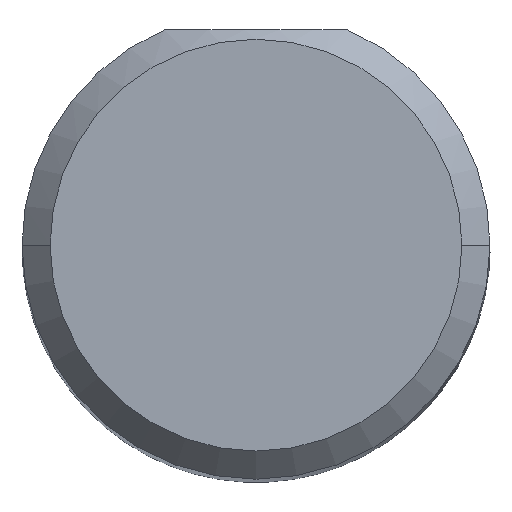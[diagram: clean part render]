
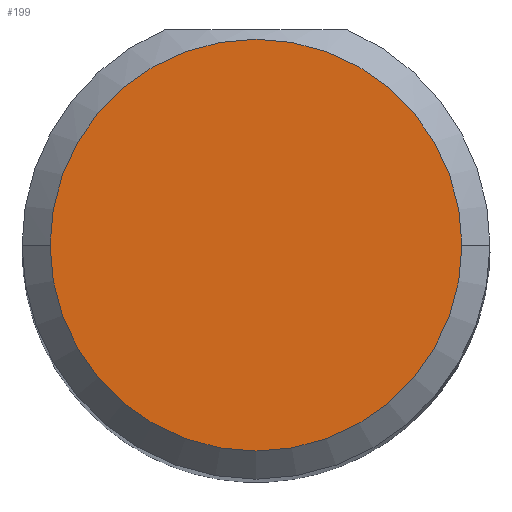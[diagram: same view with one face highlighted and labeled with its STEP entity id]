
A CAD part, top view. The second image highlights one B-rep face of the part: STEP entity #199.
In plain terms, the highlighted planar face has unit normal (0, 0, 1).
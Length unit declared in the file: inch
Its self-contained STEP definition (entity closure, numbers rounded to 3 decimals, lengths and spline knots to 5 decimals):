
#40 = EDGE_LOOP ( 'NONE', ( #506, #300 ) ) ;
#59 = FACE_OUTER_BOUND ( 'NONE', #40, .T. ) ;
#60 = CIRCLE ( 'NONE', #385, 0.11 ) ;
#79 = DIRECTION ( 'NONE',  ( 0., 0., 1. ) ) ;
#115 = DIRECTION ( 'NONE',  ( 1., 0., 0. ) ) ;
#136 = AXIS2_PLACEMENT_3D ( 'NONE', #536, #79, #394 ) ;
#148 = VERTEX_POINT ( 'NONE', #198 ) ;
#155 = DIRECTION ( 'NONE',  ( 0., 0., 1. ) ) ;
#198 = CARTESIAN_POINT ( 'NONE',  ( -0.11, 0., 2.5 ) ) ;
#199 = ADVANCED_FACE ( 'NONE', ( #59 ), #271, .T. ) ;
#203 = EDGE_CURVE ( 'NONE', #148, #455, #60, .T. ) ;
#271 = PLANE ( 'NONE',  #413 ) ;
#297 = CIRCLE ( 'NONE', #136, 0.11 ) ;
#300 = ORIENTED_EDGE ( 'NONE', *, *, #329, .T. ) ;
#320 = CARTESIAN_POINT ( 'NONE',  ( 0., 0., 2.5 ) ) ;
#329 = EDGE_CURVE ( 'NONE', #455, #148, #297, .T. ) ;
#385 = AXIS2_PLACEMENT_3D ( 'NONE', #320, #155, #521 ) ;
#394 = DIRECTION ( 'NONE',  ( 1., 0., 0. ) ) ;
#406 = CARTESIAN_POINT ( 'NONE',  ( 0.11, 0., 2.5 ) ) ;
#413 = AXIS2_PLACEMENT_3D ( 'NONE', #631, #576, #115 ) ;
#455 = VERTEX_POINT ( 'NONE', #406 ) ;
#506 = ORIENTED_EDGE ( 'NONE', *, *, #203, .T. ) ;
#521 = DIRECTION ( 'NONE',  ( 1., 0., 0. ) ) ;
#536 = CARTESIAN_POINT ( 'NONE',  ( 0., 0., 2.5 ) ) ;
#576 = DIRECTION ( 'NONE',  ( 0., 0., 1. ) ) ;
#631 = CARTESIAN_POINT ( 'NONE',  ( 0., 0., 2.5 ) ) ;
